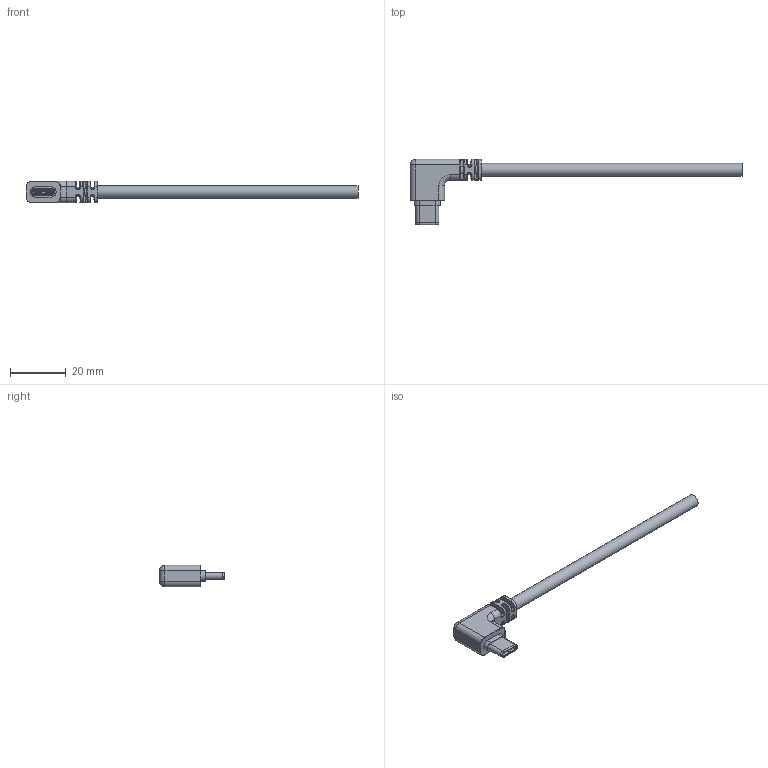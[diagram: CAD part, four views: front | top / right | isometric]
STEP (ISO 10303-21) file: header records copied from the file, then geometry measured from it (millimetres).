
FILE_DESCRIPTION(/* description */ (''),/* implementation_level */ '2;1');
FILE_NAME(/* name */ 'Right angle USB C cable.step',/* time_stamp */ '2024-10-15T19:02:53-04:00',/* author */ (''),/* organization */ (''),/* preprocessor_version */ 'ST-DEVELOPER v20',/* originating_system */ 'Autodesk Translation Framework v13.20.0.188',/* authorisation */ '');
FILE_SCHEMA (('AUTOMOTIVE_DESIGN { 1 0 10303 214 3 1 1 }'));
Products named in the file (3): Right angle USB C cable; Male USB C; USB C cord
Assembly tree (2 placements, depth 2):
  Right angle USB C cable
    Male USB C
    USB C cord
Bounding box: 118.65 x 23.31 x 7.66 mm (x, y, z)
Volume: 3667.2 mm3; surface area: 3167 mm2
Topology: 111 solids, 111 shells, 1636 faces, 4010 edges, 2588 vertices
Faces by surface type: plane 1003, bspline 392, cylinder 203, cone 18, sphere 10, torus 10
Full cylindrical faces by diameter (mm): 4.5 x1
Entity records: 54340 total; most frequent: CARTESIAN_POINT 17859, ORIENTED_EDGE 7972, DIRECTION 6213, EDGE_CURVE 3986, LINE 2683, VECTOR 2683, VERTEX_POINT 2588, AXIS2_PLACEMENT_3D 1765
